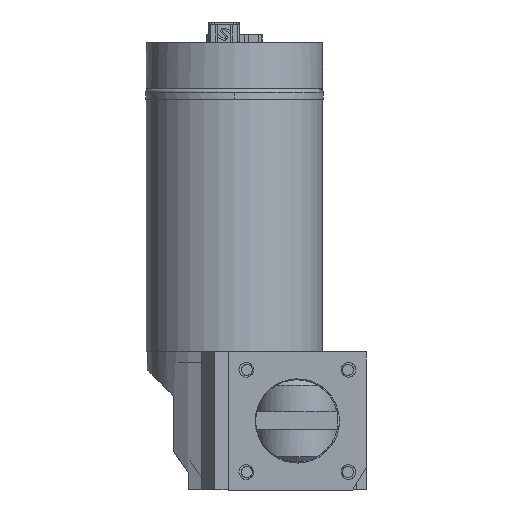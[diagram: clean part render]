
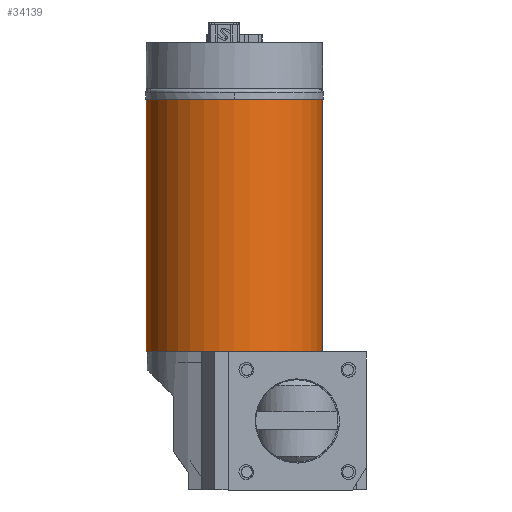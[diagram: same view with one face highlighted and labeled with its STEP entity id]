
A CAD part, left-side view. The second image highlights one B-rep face of the part: STEP entity #34139.
In plain terms, the highlighted cylindrical face has radius 32 mm (diameter 64 mm), a partial arc.
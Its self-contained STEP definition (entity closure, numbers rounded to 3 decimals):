
#957 = CARTESIAN_POINT ( 'NONE',  ( 0., -32., 141.5 ) ) ;
#2489 = ORIENTED_EDGE ( 'NONE', *, *, #41193, .T. ) ;
#3283 = CIRCLE ( 'NONE', #15534, 32. ) ;
#3348 = CARTESIAN_POINT ( 'NONE',  ( 0., 0., 50.5 ) ) ;
#3702 = AXIS2_PLACEMENT_3D ( 'NONE', #3348, #35166, #22113 ) ;
#4755 = CARTESIAN_POINT ( 'NONE',  ( 0., 32., 50. ) ) ;
#8087 = CARTESIAN_POINT ( 'NONE',  ( 0., 32., 80.5 ) ) ;
#8500 = CARTESIAN_POINT ( 'NONE',  ( 0., 32., 50. ) ) ;
#9738 = DIRECTION ( 'NONE',  ( 1., 0., 0. ) ) ;
#10027 = CARTESIAN_POINT ( 'NONE',  ( 0., 0., 141.5 ) ) ;
#10643 = AXIS2_PLACEMENT_3D ( 'NONE', #10027, #16413, #15991 ) ;
#14454 = CYLINDRICAL_SURFACE ( 'NONE', #3702, 32. ) ;
#15249 = ORIENTED_EDGE ( 'NONE', *, *, #29204, .T. ) ;
#15534 = AXIS2_PLACEMENT_3D ( 'NONE', #25827, #16676, #9738 ) ;
#15991 = DIRECTION ( 'NONE',  ( 1., 0., 0. ) ) ;
#16413 = DIRECTION ( 'NONE',  ( 0., 0., -1. ) ) ;
#16676 = DIRECTION ( 'NONE',  ( 0., 0., 1. ) ) ;
#16848 = CARTESIAN_POINT ( 'NONE',  ( 0., -32., 50. ) ) ;
#17991 = EDGE_CURVE ( 'NONE', #35099, #21213, #22077, .T. ) ;
#18185 = CARTESIAN_POINT ( 'NONE',  ( 0., -32., 141.5 ) ) ;
#19865 = ORIENTED_EDGE ( 'NONE', *, *, #20230, .T. ) ;
#20046 = FACE_OUTER_BOUND ( 'NONE', #39730, .T. ) ;
#20230 = EDGE_CURVE ( 'NONE', #28874, #35099, #38882, .T. ) ;
#21213 = VERTEX_POINT ( 'NONE', #39647 ) ;
#22077 = CIRCLE ( 'NONE', #10643, 32. ) ;
#22113 = DIRECTION ( 'NONE',  ( 0., 1., 0. ) ) ;
#23350 = CARTESIAN_POINT ( 'NONE',  ( 0., -32., 111. ) ) ;
#24192 = CARTESIAN_POINT ( 'NONE',  ( 0., 32., 141.5 ) ) ;
#25827 = CARTESIAN_POINT ( 'NONE',  ( 0., 0., 50. ) ) ;
#27418 = CARTESIAN_POINT ( 'NONE',  ( 0., 32., 111. ) ) ;
#28381 = ORIENTED_EDGE ( 'NONE', *, *, #17991, .T. ) ;
#28874 = VERTEX_POINT ( 'NONE', #31685 ) ;
#29204 = EDGE_CURVE ( 'NONE', #21213, #30828, #40780, .T. ) ;
#30828 = VERTEX_POINT ( 'NONE', #4755 ) ;
#31685 = CARTESIAN_POINT ( 'NONE',  ( 0., -32., 50. ) ) ;
#32868 = CARTESIAN_POINT ( 'NONE',  ( 0., -32., 80.5 ) ) ;
#34139 = ADVANCED_FACE ( 'NONE', ( #20046 ), #14454, .T. ) ;
#35099 = VERTEX_POINT ( 'NONE', #18185 ) ;
#35166 = DIRECTION ( 'NONE',  ( 0., 0., 1. ) ) ;
#38882 = B_SPLINE_CURVE_WITH_KNOTS ( 'NONE', 3,
 ( #16848, #32868, #23350, #957 ),
 .UNSPECIFIED., .F., .F.,
 ( 4, 4 ),
 ( -0.005, 1. ),
 .UNSPECIFIED. ) ;
#39647 = CARTESIAN_POINT ( 'NONE',  ( 0., 32., 141.5 ) ) ;
#39730 = EDGE_LOOP ( 'NONE', ( #28381, #15249, #2489, #19865 ) ) ;
#40780 = B_SPLINE_CURVE_WITH_KNOTS ( 'NONE', 3,
 ( #24192, #27418, #8087, #8500 ),
 .UNSPECIFIED., .F., .F.,
 ( 4, 4 ),
 ( 0., 1.005 ),
 .UNSPECIFIED. ) ;
#41193 = EDGE_CURVE ( 'NONE', #30828, #28874, #3283, .T. ) ;
